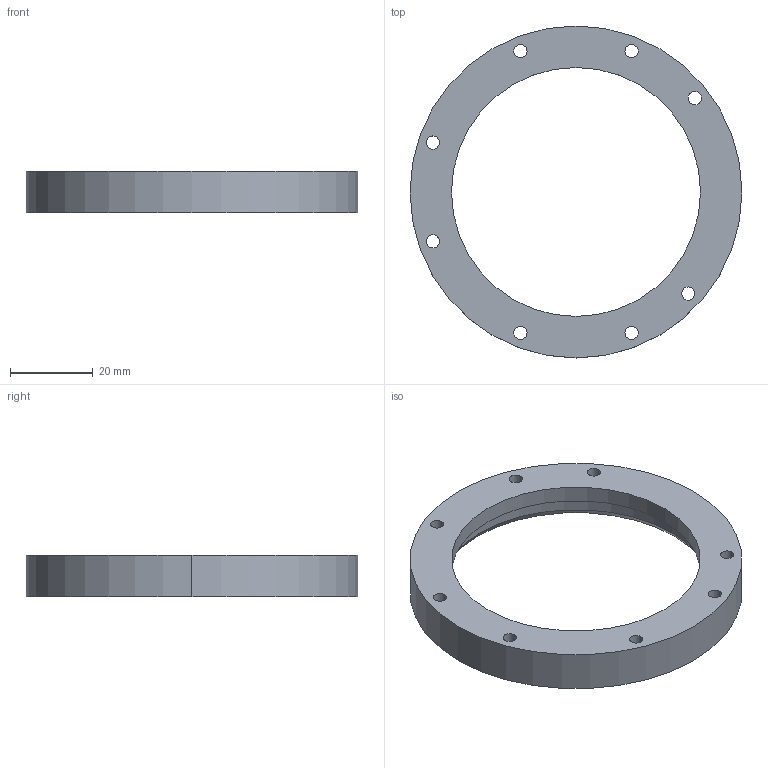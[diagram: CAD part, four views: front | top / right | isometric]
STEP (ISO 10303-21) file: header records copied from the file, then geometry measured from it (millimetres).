
FILE_DESCRIPTION (( 'STEP AP214' ), '1' );
FILE_NAME ('Bague_10mm_ALUMINIUM.STEP', '2019-04-15T22:38:00', ( '' ), ( '' ), 'SwSTEP 2.0', 'SolidWorks 2017', '' );
FILE_SCHEMA (( 'AUTOMOTIVE_DESIGN' ));
Length unit declared in the file: millimetre
Products named in the file (1): Bague_10mm_ALUMINIUM
Bounding box: 80 x 80 x 10 mm (x, y, z)
Volume: 18113.3 mm3; surface area: 9442.5 mm2
Topology: 1 solids, 1 shells, 27 faces, 70 edges, 46 vertices
Faces by surface type: cylinder 22, plane 3, cone 2
Entity records: 924 total; most frequent: DIRECTION 172, CARTESIAN_POINT 144, ORIENTED_EDGE 140, AXIS2_PLACEMENT_3D 74, EDGE_CURVE 70, EDGE_LOOP 46, VERTEX_POINT 46, CIRCLE 46
